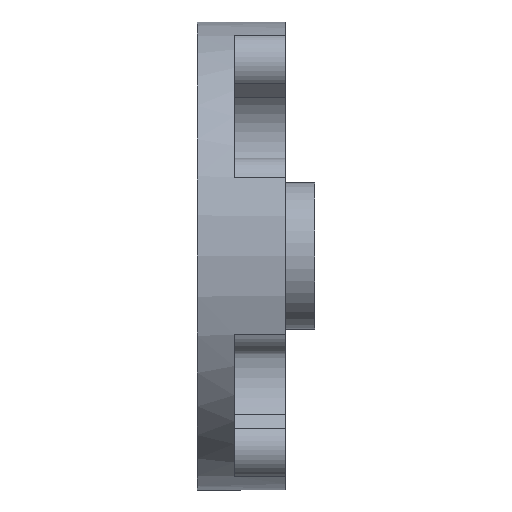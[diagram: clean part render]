
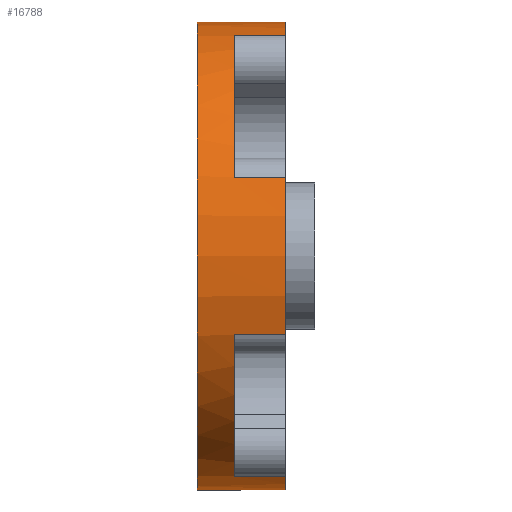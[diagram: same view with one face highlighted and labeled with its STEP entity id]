
A CAD part, left-side view. The second image highlights one B-rep face of the part: STEP entity #16788.
In plain terms, the highlighted cylindrical face has radius 15.99 mm (diameter 31.98 mm), a partial arc.
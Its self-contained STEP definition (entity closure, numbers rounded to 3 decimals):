
#231 = VERTEX_POINT ( 'NONE', #13048 ) ;
#547 = DIRECTION ( 'NONE',  ( 0., 0., 1. ) ) ;
#565 = CARTESIAN_POINT ( 'NONE',  ( 0., 2., 15.99 ) ) ;
#748 = DIRECTION ( 'NONE',  ( 0., 0., 1. ) ) ;
#767 = LINE ( 'NONE', #1374, #10991 ) ;
#1027 = ORIENTED_EDGE ( 'NONE', *, *, #12723, .F. ) ;
#1036 = VECTOR ( 'NONE', #15139, 1000. ) ;
#1088 = ORIENTED_EDGE ( 'NONE', *, *, #1438, .F. ) ;
#1374 = CARTESIAN_POINT ( 'NONE',  ( 0., 8., 15.99 ) ) ;
#1438 = EDGE_CURVE ( 'NONE', #6254, #17702, #12271, .T. ) ;
#1536 = LINE ( 'NONE', #16384, #1036 ) ;
#1562 = EDGE_CURVE ( 'NONE', #13823, #5715, #6579, .T. ) ;
#1985 = CIRCLE ( 'NONE', #19341, 15.99 ) ;
#2232 = EDGE_CURVE ( 'NONE', #2693, #16898, #18875, .T. ) ;
#2576 = AXIS2_PLACEMENT_3D ( 'NONE', #5084, #17211, #13921 ) ;
#2667 = ORIENTED_EDGE ( 'NONE', *, *, #1562, .T. ) ;
#2693 = VERTEX_POINT ( 'NONE', #17521 ) ;
#3150 = VERTEX_POINT ( 'NONE', #7606 ) ;
#3154 = DIRECTION ( 'NONE',  ( 0., -1., 0. ) ) ;
#3211 = CARTESIAN_POINT ( 'NONE',  ( 0., 2., -15.99 ) ) ;
#3453 = CIRCLE ( 'NONE', #17512, 15.99 ) ;
#3471 = ORIENTED_EDGE ( 'NONE', *, *, #15802, .F. ) ;
#4310 = DIRECTION ( 'NONE',  ( 0., -1., 0. ) ) ;
#4357 = CARTESIAN_POINT ( 'NONE',  ( -5.365, 5.5, 15.063 ) ) ;
#4372 = EDGE_CURVE ( 'NONE', #6254, #8363, #12694, .T. ) ;
#4562 = ORIENTED_EDGE ( 'NONE', *, *, #4372, .T. ) ;
#4818 = CARTESIAN_POINT ( 'NONE',  ( -15.063, 5.5, 5.365 ) ) ;
#4874 = DIRECTION ( 'NONE',  ( 0., 0., 1. ) ) ;
#4958 = AXIS2_PLACEMENT_3D ( 'NONE', #11127, #6537, #4874 ) ;
#5084 = CARTESIAN_POINT ( 'NONE',  ( 0., 8., 0. ) ) ;
#5164 = VERTEX_POINT ( 'NONE', #565 ) ;
#5715 = VERTEX_POINT ( 'NONE', #4818 ) ;
#5735 = CARTESIAN_POINT ( 'NONE',  ( -15.063, 2., 5.365 ) ) ;
#6003 = CIRCLE ( 'NONE', #12847, 15.99 ) ;
#6061 = EDGE_CURVE ( 'NONE', #13823, #16898, #1985, .T. ) ;
#6254 = VERTEX_POINT ( 'NONE', #19248 ) ;
#6330 = VECTOR ( 'NONE', #15683, 1000. ) ;
#6537 = DIRECTION ( 'NONE',  ( 0., -1., 0. ) ) ;
#6579 = LINE ( 'NONE', #17406, #6330 ) ;
#6698 = CYLINDRICAL_SURFACE ( 'NONE', #2576, 15.99 ) ;
#6946 = VERTEX_POINT ( 'NONE', #12885 ) ;
#7606 = CARTESIAN_POINT ( 'NONE',  ( -5.365, 2., 15.063 ) ) ;
#7818 = CARTESIAN_POINT ( 'NONE',  ( 0., 2., 0. ) ) ;
#8152 = DIRECTION ( 'NONE',  ( 0., -1., 0. ) ) ;
#8347 = CARTESIAN_POINT ( 'NONE',  ( 0., 2., 0. ) ) ;
#8363 = VERTEX_POINT ( 'NONE', #12336 ) ;
#9567 = CARTESIAN_POINT ( 'NONE',  ( -5.365, 8., 15.063 ) ) ;
#9740 = DIRECTION ( 'NONE',  ( 0., 0., 1. ) ) ;
#9876 = DIRECTION ( 'NONE',  ( 0., -1., 0. ) ) ;
#10049 = ORIENTED_EDGE ( 'NONE', *, *, #18575, .T. ) ;
#10269 = ORIENTED_EDGE ( 'NONE', *, *, #14775, .T. ) ;
#10312 = ORIENTED_EDGE ( 'NONE', *, *, #2232, .T. ) ;
#10530 = CIRCLE ( 'NONE', #4958, 15.99 ) ;
#10551 = CIRCLE ( 'NONE', #17016, 15.99 ) ;
#10991 = VECTOR ( 'NONE', #19065, 1000. ) ;
#11127 = CARTESIAN_POINT ( 'NONE',  ( 0., 5.5, 0. ) ) ;
#11183 = CARTESIAN_POINT ( 'NONE',  ( 0., 5.5, 0. ) ) ;
#11552 = DIRECTION ( 'NONE',  ( 0., 1., 0. ) ) ;
#12271 = CIRCLE ( 'NONE', #16129, 15.99 ) ;
#12284 = DIRECTION ( 'NONE',  ( 0., 1., 0. ) ) ;
#12312 = EDGE_LOOP ( 'NONE', ( #12655, #16240, #10269, #1088, #4562, #1027, #10312, #15919, #2667, #16385, #10049, #3471 ) ) ;
#12336 = CARTESIAN_POINT ( 'NONE',  ( -5.365, 5.5, -15.063 ) ) ;
#12598 = VERTEX_POINT ( 'NONE', #4357 ) ;
#12655 = ORIENTED_EDGE ( 'NONE', *, *, #15676, .F. ) ;
#12694 = LINE ( 'NONE', #16597, #16732 ) ;
#12723 = EDGE_CURVE ( 'NONE', #2693, #8363, #3453, .T. ) ;
#12847 = AXIS2_PLACEMENT_3D ( 'NONE', #7818, #3154, #18266 ) ;
#12885 = CARTESIAN_POINT ( 'NONE',  ( 0., 8., 15.99 ) ) ;
#13048 = CARTESIAN_POINT ( 'NONE',  ( 0., 8., -15.99 ) ) ;
#13823 = VERTEX_POINT ( 'NONE', #5735 ) ;
#13921 = DIRECTION ( 'NONE',  ( 0., 0., -1. ) ) ;
#14308 = CARTESIAN_POINT ( 'NONE',  ( 0., 2., 0. ) ) ;
#14322 = CARTESIAN_POINT ( 'NONE',  ( 0., 8., 0. ) ) ;
#14335 = DIRECTION ( 'NONE',  ( 0., -1., 0. ) ) ;
#14454 = CARTESIAN_POINT ( 'NONE',  ( -15.063, 2., -5.365 ) ) ;
#14600 = DIRECTION ( 'NONE',  ( 0., 0., 1. ) ) ;
#14775 = EDGE_CURVE ( 'NONE', #231, #17702, #1536, .T. ) ;
#15058 = CARTESIAN_POINT ( 'NONE',  ( -15.063, 8., -5.365 ) ) ;
#15139 = DIRECTION ( 'NONE',  ( 0., -1., 0. ) ) ;
#15158 = EDGE_CURVE ( 'NONE', #231, #6946, #10551, .T. ) ;
#15676 = EDGE_CURVE ( 'NONE', #6946, #5164, #767, .T. ) ;
#15683 = DIRECTION ( 'NONE',  ( 0., 1., 0. ) ) ;
#15741 = DIRECTION ( 'NONE',  ( 0., -1., 0. ) ) ;
#15802 = EDGE_CURVE ( 'NONE', #5164, #3150, #6003, .T. ) ;
#15905 = VECTOR ( 'NONE', #14335, 1000. ) ;
#15919 = ORIENTED_EDGE ( 'NONE', *, *, #6061, .F. ) ;
#16042 = EDGE_CURVE ( 'NONE', #12598, #5715, #10530, .T. ) ;
#16129 = AXIS2_PLACEMENT_3D ( 'NONE', #14308, #8152, #547 ) ;
#16240 = ORIENTED_EDGE ( 'NONE', *, *, #15158, .F. ) ;
#16384 = CARTESIAN_POINT ( 'NONE',  ( 0., 8., -15.99 ) ) ;
#16385 = ORIENTED_EDGE ( 'NONE', *, *, #16042, .F. ) ;
#16421 = FACE_OUTER_BOUND ( 'NONE', #12312, .T. ) ;
#16597 = CARTESIAN_POINT ( 'NONE',  ( -5.365, 8., -15.063 ) ) ;
#16732 = VECTOR ( 'NONE', #12284, 1000. ) ;
#16788 = ADVANCED_FACE ( 'NONE', ( #16421 ), #6698, .T. ) ;
#16898 = VERTEX_POINT ( 'NONE', #14454 ) ;
#17016 = AXIS2_PLACEMENT_3D ( 'NONE', #14322, #11552, #14600 ) ;
#17211 = DIRECTION ( 'NONE',  ( 0., -1., 0. ) ) ;
#17406 = CARTESIAN_POINT ( 'NONE',  ( -15.063, 8., 5.365 ) ) ;
#17512 = AXIS2_PLACEMENT_3D ( 'NONE', #11183, #15741, #9740 ) ;
#17521 = CARTESIAN_POINT ( 'NONE',  ( -15.063, 5.5, -5.365 ) ) ;
#17700 = VECTOR ( 'NONE', #4310, 1000. ) ;
#17702 = VERTEX_POINT ( 'NONE', #3211 ) ;
#18266 = DIRECTION ( 'NONE',  ( 0., 0., 1. ) ) ;
#18273 = LINE ( 'NONE', #9567, #15905 ) ;
#18575 = EDGE_CURVE ( 'NONE', #12598, #3150, #18273, .T. ) ;
#18875 = LINE ( 'NONE', #15058, #17700 ) ;
#19065 = DIRECTION ( 'NONE',  ( 0., -1., 0. ) ) ;
#19248 = CARTESIAN_POINT ( 'NONE',  ( -5.365, 2., -15.063 ) ) ;
#19341 = AXIS2_PLACEMENT_3D ( 'NONE', #8347, #9876, #748 ) ;
